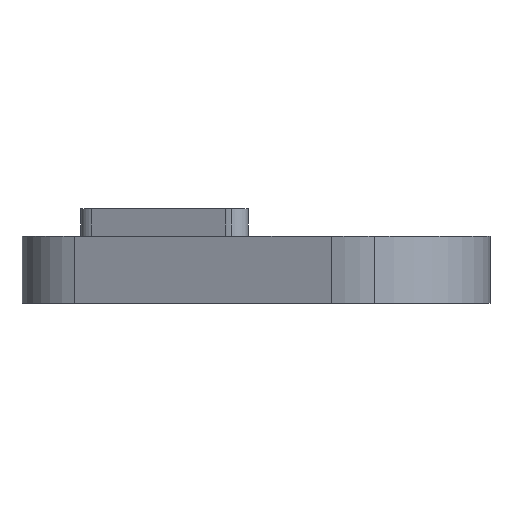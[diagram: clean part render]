
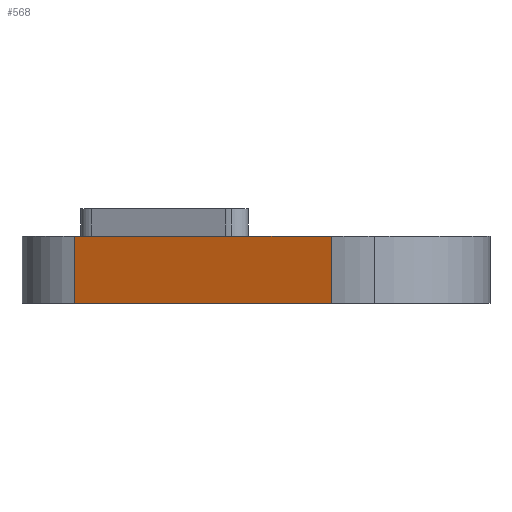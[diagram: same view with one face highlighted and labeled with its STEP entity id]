
A CAD part, left-side view. The second image highlights one B-rep face of the part: STEP entity #568.
In plain terms, the highlighted planar face has unit normal (-0.928, 0.373, 0).
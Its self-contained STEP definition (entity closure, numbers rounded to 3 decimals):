
#33 = DIRECTION ( 'NONE',  ( 0.928, -0.373, 0. ) ) ;
#211 = CARTESIAN_POINT ( 'NONE',  ( -12.805, 5.144, 0. ) ) ;
#216 = VECTOR ( 'NONE', #431, 1000. ) ;
#320 = ORIENTED_EDGE ( 'NONE', *, *, #495, .T. ) ;
#338 = ORIENTED_EDGE ( 'NONE', *, *, #536, .F. ) ;
#395 = VERTEX_POINT ( 'NONE', #2166 ) ;
#413 = LINE ( 'NONE', #2224, #2399 ) ;
#431 = DIRECTION ( 'NONE',  ( 0., 0., -1. ) ) ;
#472 = VERTEX_POINT ( 'NONE', #211 ) ;
#483 = AXIS2_PLACEMENT_3D ( 'NONE', #657, #33, #851 ) ;
#495 = EDGE_CURVE ( 'NONE', #776, #1603, #586, .T. ) ;
#511 = EDGE_LOOP ( 'NONE', ( #2430, #2078, #338, #320 ) ) ;
#536 = EDGE_CURVE ( 'NONE', #776, #395, #1581, .T. ) ;
#568 = ADVANCED_FACE ( 'NONE', ( #1673 ), #1251, .F. ) ;
#586 = LINE ( 'NONE', #1239, #216 ) ;
#657 = CARTESIAN_POINT ( 'NONE',  ( -12.805, 5.144, 8. ) ) ;
#776 = VERTEX_POINT ( 'NONE', #1219 ) ;
#802 = CARTESIAN_POINT ( 'NONE',  ( -12.805, 5.144, 8. ) ) ;
#851 = DIRECTION ( 'NONE',  ( 0.373, 0.928, 0. ) ) ;
#909 = CARTESIAN_POINT ( 'NONE',  ( -12.805, 5.144, 8. ) ) ;
#1133 = EDGE_CURVE ( 'NONE', #395, #472, #2303, .T. ) ;
#1219 = CARTESIAN_POINT ( 'NONE',  ( -0.52, 35.728, 8. ) ) ;
#1239 = CARTESIAN_POINT ( 'NONE',  ( -0.52, 35.728, 8. ) ) ;
#1251 = PLANE ( 'NONE',  #483 ) ;
#1445 = DIRECTION ( 'NONE',  ( -0.373, -0.928, 0. ) ) ;
#1581 = LINE ( 'NONE', #802, #2568 ) ;
#1603 = VERTEX_POINT ( 'NONE', #1752 ) ;
#1605 = DIRECTION ( 'NONE',  ( -0.373, -0.928, 0. ) ) ;
#1673 = FACE_OUTER_BOUND ( 'NONE', #511, .T. ) ;
#1752 = CARTESIAN_POINT ( 'NONE',  ( -0.52, 35.728, 0. ) ) ;
#2078 = ORIENTED_EDGE ( 'NONE', *, *, #1133, .F. ) ;
#2166 = CARTESIAN_POINT ( 'NONE',  ( -12.805, 5.144, 8. ) ) ;
#2224 = CARTESIAN_POINT ( 'NONE',  ( -12.805, 5.144, 0. ) ) ;
#2303 = LINE ( 'NONE', #909, #2605 ) ;
#2399 = VECTOR ( 'NONE', #1445, 1000. ) ;
#2430 = ORIENTED_EDGE ( 'NONE', *, *, #2606, .T. ) ;
#2538 = DIRECTION ( 'NONE',  ( 0., 0., -1. ) ) ;
#2568 = VECTOR ( 'NONE', #1605, 1000. ) ;
#2605 = VECTOR ( 'NONE', #2538, 1000. ) ;
#2606 = EDGE_CURVE ( 'NONE', #1603, #472, #413, .T. ) ;
